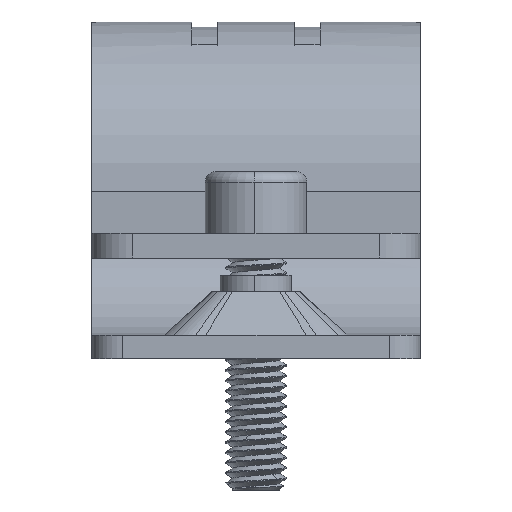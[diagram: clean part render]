
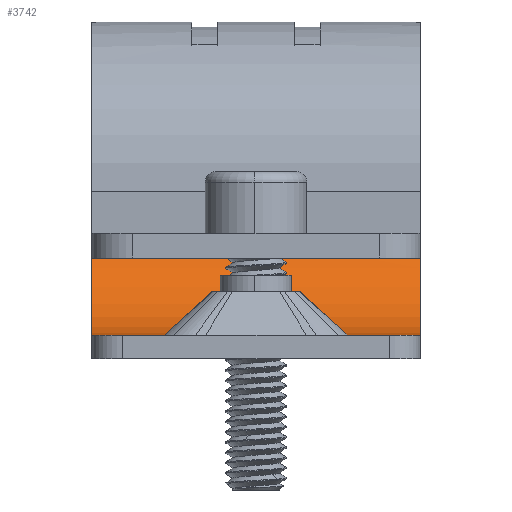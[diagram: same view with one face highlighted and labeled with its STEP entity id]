
A CAD part, left-side view. The second image highlights one B-rep face of the part: STEP entity #3742.
In plain terms, the highlighted cylindrical face has radius 14 mm (diameter 28 mm), a partial arc.
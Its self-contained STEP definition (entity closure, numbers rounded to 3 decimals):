
#1940=CARTESIAN_POINT('',(0.,-16.,0.));
#1941=DIRECTION('',(0.,1.,0.));
#1942=DIRECTION('',(0.,0.,-1.));
#1943=AXIS2_PLACEMENT_3D('',#1940,#1941,#1942);
#1958=DIRECTION('',(0.,-1.,0.));
#1959=VECTOR('',#1958,8.6);
#1960=CARTESIAN_POINT('',(-13.919,-7.4,1.5));
#1961=LINE('',#1960,#1959);
#1962=DIRECTION('',(0.,1.,0.));
#1963=VECTOR('',#1962,32.);
#1964=CARTESIAN_POINT('',(0.,-16.,-14.));
#1965=LINE('',#1964,#1963);
#1966=DIRECTION('',(0.,-1.,0.));
#1967=VECTOR('',#1966,8.164);
#1968=CARTESIAN_POINT('',(-13.919,16.,1.5));
#1969=LINE('',#1968,#1967);
#1970=DIRECTION('',(0.,1.,0.));
#1971=VECTOR('',#1970,7.811);
#1972=CARTESIAN_POINT('',(-13.257,-0.005,
-4.5));
#1973=LINE('',#1972,#1971);
#1974=CARTESIAN_POINT('',(-13.429,-0.503,
-3.957));
#1975=CARTESIAN_POINT('',(-13.53,-0.474,
-3.615));
#1976=CARTESIAN_POINT('',(-13.705,-0.415,
-2.925));
#1977=CARTESIAN_POINT('',(-13.888,-0.325,
-1.872));
#1978=CARTESIAN_POINT('',(-13.99,-0.233,
-0.806));
#1979=CARTESIAN_POINT('',(-14.011,-0.142,
0.262));
#1980=CARTESIAN_POINT('',(-13.95,-0.05,
1.332));
#1981=CARTESIAN_POINT('',(-13.808,0.041,
2.391));
#1982=CARTESIAN_POINT('',(-13.585,0.13,
3.438));
#1983=CARTESIAN_POINT('',(-13.284,0.218,
4.463));
#1984=CARTESIAN_POINT('',(-13.032,0.275,
5.129));
#1985=CARTESIAN_POINT('',(-12.893,0.303,
5.457));
#1987=DIRECTION('',(0.,1.,0.));
#1988=VECTOR('',#1987,7.365);
#1989=CARTESIAN_POINT('',(-12.649,-7.56,
6.));
#1990=LINE('',#1989,#1988);
#1996=CARTESIAN_POINT('',(-12.909,-8.053,
5.418));
#1997=CARTESIAN_POINT('',(-13.437,-7.843,
4.16));
#1998=CARTESIAN_POINT('',(-13.774,-7.626,
2.854));
#1999=CARTESIAN_POINT('',(-13.919,-7.4,
1.5));
#2031=CARTESIAN_POINT('',(-12.909,-8.053,
5.418));
#2032=CARTESIAN_POINT('',(-12.884,-8.063,
5.477));
#2033=CARTESIAN_POINT('',(-12.833,-8.061,
5.598));
#2034=CARTESIAN_POINT('',(-12.756,-7.994,
5.769));
#2035=CARTESIAN_POINT('',(-12.694,-7.87,
5.905));
#2036=CARTESIAN_POINT('',(-12.657,-7.72,
5.983));
#2037=CARTESIAN_POINT('',(-12.649,-7.612,
6.));
#2038=CARTESIAN_POINT('',(-12.649,-7.56,
6.));
#2070=CARTESIAN_POINT('',(-12.649,-0.195,6.));
#2071=CARTESIAN_POINT('',(-12.649,-0.14,
6.));
#2072=CARTESIAN_POINT('',(-12.658,-0.032,
5.982));
#2073=CARTESIAN_POINT('',(-12.693,0.111,
5.907));
#2074=CARTESIAN_POINT('',(-12.749,0.226,
5.786));
#2075=CARTESIAN_POINT('',(-12.815,0.296,
5.638));
#2076=CARTESIAN_POINT('',(-12.867,0.309,
5.519));
#2077=CARTESIAN_POINT('',(-12.893,0.303,
5.457));
#2092=CARTESIAN_POINT('',(-13.257,-0.005,
-4.5));
#2093=CARTESIAN_POINT('',(-13.257,-0.059,
-4.5));
#2094=CARTESIAN_POINT('',(-13.264,-0.167,
-4.482));
#2095=CARTESIAN_POINT('',(-13.289,-0.313,
-4.406));
#2096=CARTESIAN_POINT('',(-13.329,-0.428,
-4.284));
#2097=CARTESIAN_POINT('',(-13.376,-0.497,
-4.133));
#2098=CARTESIAN_POINT('',(-13.412,-0.509,
-4.016));
#2099=CARTESIAN_POINT('',(-13.429,-0.503,
-3.957));
#2118=CARTESIAN_POINT('',(-13.429,8.303,
-3.957));
#2119=CARTESIAN_POINT('',(-13.413,8.308,
-4.012));
#2120=CARTESIAN_POINT('',(-13.379,8.299,
-4.124));
#2121=CARTESIAN_POINT('',(-13.331,8.233,
-4.277));
#2122=CARTESIAN_POINT('',(-13.288,8.111,
-4.408));
#2123=CARTESIAN_POINT('',(-13.264,7.967,
-4.482));
#2124=CARTESIAN_POINT('',(-13.257,7.859,
-4.5));
#2125=CARTESIAN_POINT('',(-13.257,7.805,
-4.5));
#2131=CARTESIAN_POINT('',(-13.429,8.303,
-3.957));
#2132=CARTESIAN_POINT('',(-13.956,8.15,
-2.171));
#2133=CARTESIAN_POINT('',(-14.119,7.994,
-0.351));
#2134=CARTESIAN_POINT('',(-13.919,7.836,1.5));
#2160=CARTESIAN_POINT('',(0.,16.,0.));
#2161=DIRECTION('',(0.,1.,0.));
#2162=DIRECTION('',(0.,0.,-1.));
#2163=AXIS2_PLACEMENT_3D('',#2160,#2161,#2162);
#3324=CARTESIAN_POINT('',(-12.893,0.303,
5.457));
#3326=VERTEX_POINT('',#3324);
#3327=VERTEX_POINT('',#2070);
#3332=CARTESIAN_POINT('',(-13.429,-0.503,
-3.957));
#3333=VERTEX_POINT('',#3332);
#3334=VERTEX_POINT('',#2092);
#3337=CARTESIAN_POINT('',(-13.257,7.805,
-4.5));
#3338=VERTEX_POINT('',#3337);
#3339=VERTEX_POINT('',#2118);
#3340=CARTESIAN_POINT('',(-12.909,-8.053,
5.418));
#3342=VERTEX_POINT('',#3340);
#3345=CARTESIAN_POINT('',(-12.649,-7.56,
6.));
#3346=VERTEX_POINT('',#3345);
#3381=VERTEX_POINT('',#2134);
#3386=CARTESIAN_POINT('',(-13.919,16.,1.5));
#3387=VERTEX_POINT('',#3386);
#3389=CARTESIAN_POINT('',(-13.919,-7.4,1.5));
#3390=VERTEX_POINT('',#3389);
#3397=CARTESIAN_POINT('',(-13.919,-16.,1.5));
#3398=VERTEX_POINT('',#3397);
#3466=CARTESIAN_POINT('',(0.,16.,-14.));
#3467=VERTEX_POINT('',#3466);
#3468=CARTESIAN_POINT('',(0.,-16.,-14.));
#3469=VERTEX_POINT('',#3468);
#3709=CARTESIAN_POINT('',(0.,-16.,0.));
#3710=DIRECTION('',(0.,1.,0.));
#3711=DIRECTION('',(0.,0.,1.));
#3712=AXIS2_PLACEMENT_3D('',#3709,#3710,#3711);
#3713=CYLINDRICAL_SURFACE('',#3712,14.);
#3715=ORIENTED_EDGE('',*,*,#3714,.T.);
#3717=ORIENTED_EDGE('',*,*,#3716,.T.);
#3718=ORIENTED_EDGE('',*,*,#3697,.F.);
#3719=ORIENTED_EDGE('',*,*,#3624,.T.);
#3721=ORIENTED_EDGE('',*,*,#3720,.T.);
#3723=ORIENTED_EDGE('',*,*,#3722,.T.);
#3725=ORIENTED_EDGE('',*,*,#3724,.F.);
#3727=ORIENTED_EDGE('',*,*,#3726,.T.);
#3729=ORIENTED_EDGE('',*,*,#3728,.F.);
#3731=ORIENTED_EDGE('',*,*,#3730,.T.);
#3733=ORIENTED_EDGE('',*,*,#3732,.T.);
#3735=ORIENTED_EDGE('',*,*,#3734,.F.);
#3737=ORIENTED_EDGE('',*,*,#3736,.F.);
#3739=ORIENTED_EDGE('',*,*,#3738,.F.);
#3740=EDGE_LOOP('',(#3715,#3717,#3718,#3719,#3721,#3723,#3725,#3727,#3729,#3731,
#3733,#3735,#3737,#3739));
#3741=FACE_OUTER_BOUND('',#3740,.F.);
#3742=ADVANCED_FACE('',(#3741),#3713,.T.);
#1944=CIRCLE('',#1943,14.);
#1986=B_SPLINE_CURVE_WITH_KNOTS('',3,(#1974,#1975,#1976,#1977,#1978,#1979,#1980,
#1981,#1982,#1983,#1984,#1985),.UNSPECIFIED.,.F.,.F.,(4,1,1,1,1,1,1,1,1,4),
(0.,0.111,0.222,0.333,0.444,
0.556,0.667,0.778,0.889,1.),
.UNSPECIFIED.);
#2000=B_SPLINE_CURVE_WITH_KNOTS('',3,(#1996,#1997,#1998,#1999),.UNSPECIFIED.,
.F.,.F.,(4,4),(0.,1.),.UNSPECIFIED.);
#2039=B_SPLINE_CURVE_WITH_KNOTS('',3,(#2031,#2032,#2033,#2034,#2035,#2036,#2037,
#2038),.UNSPECIFIED.,.F.,.F.,(4,1,1,1,1,4),(0.,0.2,0.4,0.6,0.8,1.),
.UNSPECIFIED.);
#2078=B_SPLINE_CURVE_WITH_KNOTS('',3,(#2070,#2071,#2072,#2073,#2074,#2075,#2076,
#2077),.UNSPECIFIED.,.F.,.F.,(4,1,1,1,1,4),(0.,0.2,0.4,0.6,0.8,1.),
.UNSPECIFIED.);
#2100=B_SPLINE_CURVE_WITH_KNOTS('',3,(#2092,#2093,#2094,#2095,#2096,#2097,#2098,
#2099),.UNSPECIFIED.,.F.,.F.,(4,1,1,1,1,4),(0.,0.2,0.4,0.6,0.8,1.),
.UNSPECIFIED.);
#2126=B_SPLINE_CURVE_WITH_KNOTS('',3,(#2118,#2119,#2120,#2121,#2122,#2123,#2124,
#2125),.UNSPECIFIED.,.F.,.F.,(4,1,1,1,1,4),(0.,0.2,0.4,0.6,0.8,1.),
.UNSPECIFIED.);
#2135=B_SPLINE_CURVE_WITH_KNOTS('',3,(#2131,#2132,#2133,#2134),.UNSPECIFIED.,
.F.,.F.,(4,4),(0.,1.),.UNSPECIFIED.);
#2164=CIRCLE('',#2163,14.);
#3624=EDGE_CURVE('',#3469,#3467,#1965,.T.);
#3697=EDGE_CURVE('',#3469,#3398,#1944,.T.);
#3714=EDGE_CURVE('',#3342,#3390,#2000,.T.);
#3716=EDGE_CURVE('',#3390,#3398,#1961,.T.);
#3720=EDGE_CURVE('',#3467,#3387,#2164,.T.);
#3722=EDGE_CURVE('',#3387,#3381,#1969,.T.);
#3724=EDGE_CURVE('',#3339,#3381,#2135,.T.);
#3726=EDGE_CURVE('',#3339,#3338,#2126,.T.);
#3728=EDGE_CURVE('',#3334,#3338,#1973,.T.);
#3730=EDGE_CURVE('',#3334,#3333,#2100,.T.);
#3732=EDGE_CURVE('',#3333,#3326,#1986,.T.);
#3734=EDGE_CURVE('',#3327,#3326,#2078,.T.);
#3736=EDGE_CURVE('',#3346,#3327,#1990,.T.);
#3738=EDGE_CURVE('',#3342,#3346,#2039,.T.);
